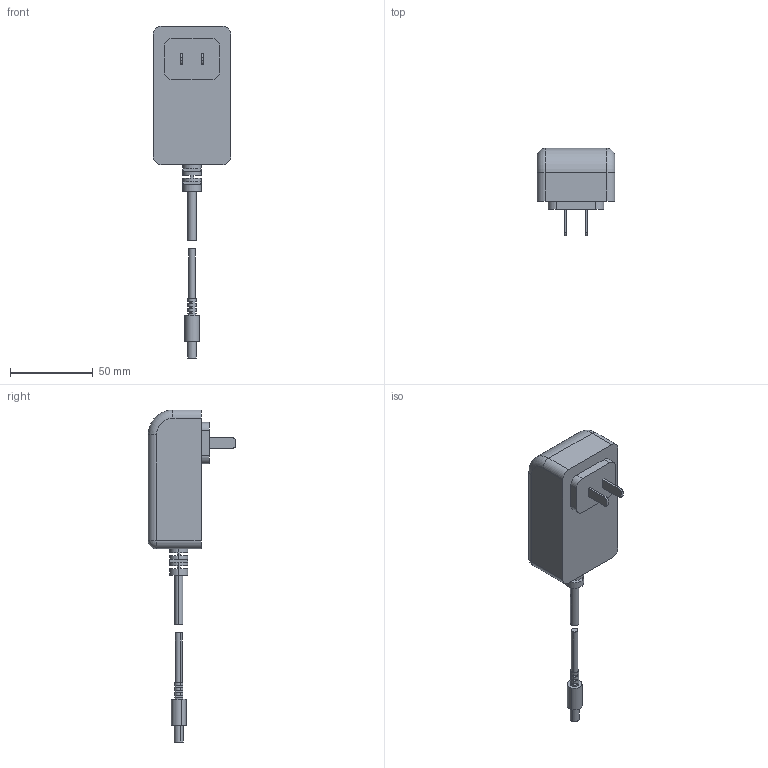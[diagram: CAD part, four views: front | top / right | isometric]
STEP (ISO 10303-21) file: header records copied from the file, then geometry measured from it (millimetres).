
FILE_DESCRIPTION (( 'STEP AP214' ), '1' );
FILE_NAME ('AC to DC 12V 2A Wall Adapter Power Supply For Arduino.step', '2016-10-28T06:56:59', ( 'dell' ), ( '' ), 'SwSTEP 2.0', 'SolidWorks 2013', '' );
FILE_SCHEMA (( 'AUTOMOTIVE_DESIGN' ));
Length unit declared in the file: millimetre
Products named in the file (1): AC to DC 12V 2A Wall Adapter Power Supply For Arduino
Bounding box: 47 x 53 x 200.86 mm (x, y, z)
Surface area: 18789.2 mm2 (no closed solid volume)
Topology: 0 solids, 2 shells, 101 faces, 259 edges, 168 vertices
Faces by surface type: plane 66, cylinder 31, torus 2, sphere 2
Entity records: 4197 total; most frequent: DIRECTION 565, CARTESIAN_POINT 527, ORIENTED_EDGE 495, EDGE_CURVE 257, AXIS2_PLACEMENT_3D 206, VERTEX_POINT 168, VECTOR 153, LINE 153
